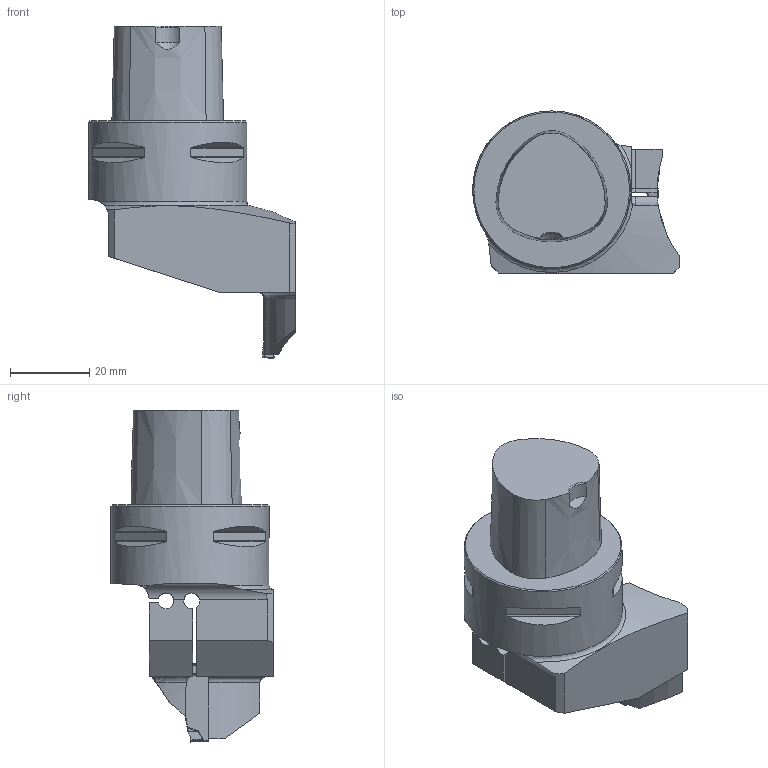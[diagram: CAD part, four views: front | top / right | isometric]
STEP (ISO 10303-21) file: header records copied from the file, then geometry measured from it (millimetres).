
FILE_DESCRIPTION(/* description */ (''),/* implementation_level */ '2;1');
FILE_NAME(/* name */ 'TOOLASSEMBLY_1.STP',/* time_stamp */ '2022-09-12T12:18:09+02:00',/* author */ (''),/* organization */ ('SMS'),/* preprocessor_version */ 'ST-DEVELOPER v16.7',/* originating_system */ 'SIEMENS PLM Software NX 12.0',/* authorisation */ '');
FILE_SCHEMA (('AUTOMOTIVE_DESIGN { 1 0 10303 214 3 1 1 1 }'));
Length unit declared in the file: millimetre
Products named in the file (4): ASSEMBLY_CONSTRUCTION; CUT_20220912121715; NOCUT_20220912121623; TOOLASSEMBLY_1
Assembly tree (3 placements, depth 2):
  TOOLASSEMBLY_1
    NOCUT_20220912121623
    CUT_20220912121715
    ASSEMBLY_CONSTRUCTION
Bounding box: 52.28 x 41 x 84 mm (x, y, z)
Volume: 64353 mm3; surface area: 13650.3 mm2
Topology: 2 solids, 2 shells, 159 faces, 420 edges, 274 vertices
Faces by surface type: plane 71, cylinder 39, bspline 32, cone 11, torus 6
Full cylindrical faces by diameter (mm): 40 x1
Entity records: 6469 total; most frequent: CARTESIAN_POINT 2707, ORIENTED_EDGE 832, DIRECTION 664, EDGE_CURVE 416, VERTEX_POINT 268, AXIS2_PLACEMENT_3D 241, LINE 182, VECTOR 182
